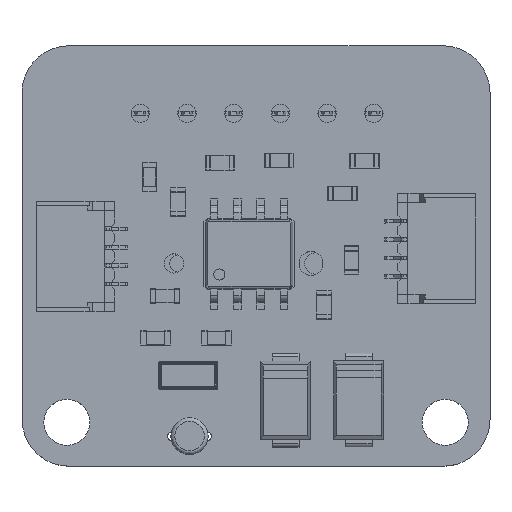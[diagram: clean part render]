
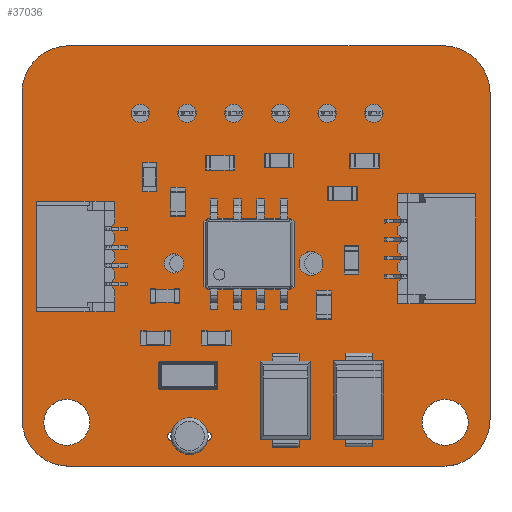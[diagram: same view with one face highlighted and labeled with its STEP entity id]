
A CAD part, top view. The second image highlights one B-rep face of the part: STEP entity #37036.
In plain terms, the highlighted planar face has unit normal (0, 0, 1).
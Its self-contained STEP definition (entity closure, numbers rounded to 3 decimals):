
#36755 = VERTEX_POINT('',#36756);
#36756 = CARTESIAN_POINT('',(10.117,11.43,1.51));
#36762 = EDGE_CURVE('',#36755,#36763,#36765,.T.);
#36763 = VERTEX_POINT('',#36764);
#36764 = CARTESIAN_POINT('',(12.721,8.89,1.51));
#36765 = CIRCLE('',#36766,2.573);
#36766 = AXIS2_PLACEMENT_3D('',#36767,#36768,#36769);
#36767 = CARTESIAN_POINT('',(10.149,8.857,1.51));
#36768 = DIRECTION('',(0.,0.,-1.));
#36769 = DIRECTION('',(-0.012,1.,0.));
#36797 = VERTEX_POINT('',#36798);
#36798 = CARTESIAN_POINT('',(-10.181,11.43,1.51));
#36804 = EDGE_CURVE('',#36797,#36755,#36805,.T.);
#36805 = LINE('',#36806,#36807);
#36806 = CARTESIAN_POINT('',(-10.181,11.43,1.51));
#36807 = VECTOR('',#36808,1.);
#36808 = DIRECTION('',(1.,0.,0.));
#36826 = EDGE_CURVE('',#36763,#36827,#36829,.T.);
#36827 = VERTEX_POINT('',#36828);
#36828 = CARTESIAN_POINT('',(12.721,-8.866,1.51));
#36829 = LINE('',#36830,#36831);
#36830 = CARTESIAN_POINT('',(12.721,8.89,1.51));
#36831 = VECTOR('',#36832,1.);
#36832 = DIRECTION('',(0.,-1.,0.));
#37036 = ADVANCED_FACE('',(#37037,#37083,#37094,#37105,#37116,#37127,
    #37138,#37149,#37160,#37171,#37182,#37193,#37204),#37215,.T.);
#37037 = FACE_BOUND('',#37038,.T.);
#37038 = EDGE_LOOP('',(#37039,#37040,#37041,#37050,#37058,#37067,#37075,
    #37082));
#37039 = ORIENTED_EDGE('',*,*,#36762,.F.);
#37040 = ORIENTED_EDGE('',*,*,#36804,.F.);
#37041 = ORIENTED_EDGE('',*,*,#37042,.F.);
#37042 = EDGE_CURVE('',#37043,#36797,#37045,.T.);
#37043 = VERTEX_POINT('',#37044);
#37044 = CARTESIAN_POINT('',(-12.721,8.854,1.51));
#37045 = CIRCLE('',#37046,2.558);
#37046 = AXIS2_PLACEMENT_3D('',#37047,#37048,#37049);
#37047 = CARTESIAN_POINT('',(-10.163,8.872,1.51));
#37048 = DIRECTION('',(0.,0.,-1.));
#37049 = DIRECTION('',(-1.,-0.007,-0.));
#37050 = ORIENTED_EDGE('',*,*,#37051,.F.);
#37051 = EDGE_CURVE('',#37052,#37043,#37054,.T.);
#37052 = VERTEX_POINT('',#37053);
#37053 = CARTESIAN_POINT('',(-12.721,-8.89,1.51));
#37054 = LINE('',#37055,#37056);
#37055 = CARTESIAN_POINT('',(-12.721,-8.89,1.51));
#37056 = VECTOR('',#37057,1.);
#37057 = DIRECTION('',(0.,1.,0.));
#37058 = ORIENTED_EDGE('',*,*,#37059,.F.);
#37059 = EDGE_CURVE('',#37060,#37052,#37062,.T.);
#37060 = VERTEX_POINT('',#37061);
#37061 = CARTESIAN_POINT('',(-10.145,-11.43,1.51));
#37062 = CIRCLE('',#37063,2.558);
#37063 = AXIS2_PLACEMENT_3D('',#37064,#37065,#37066);
#37064 = CARTESIAN_POINT('',(-10.163,-8.872,1.51));
#37065 = DIRECTION('',(0.,0.,-1.));
#37066 = DIRECTION('',(0.007,-1.,0.));
#37067 = ORIENTED_EDGE('',*,*,#37068,.F.);
#37068 = EDGE_CURVE('',#37069,#37060,#37071,.T.);
#37069 = VERTEX_POINT('',#37070);
#37070 = CARTESIAN_POINT('',(10.157,-11.43,1.51));
#37071 = LINE('',#37072,#37073);
#37072 = CARTESIAN_POINT('',(10.157,-11.43,1.51));
#37073 = VECTOR('',#37074,1.);
#37074 = DIRECTION('',(-1.,0.,0.));
#37075 = ORIENTED_EDGE('',*,*,#37076,.F.);
#37076 = EDGE_CURVE('',#36827,#37069,#37077,.T.);
#37077 = CIRCLE('',#37078,2.539);
#37078 = AXIS2_PLACEMENT_3D('',#37079,#37080,#37081);
#37079 = CARTESIAN_POINT('',(10.183,-8.891,1.51));
#37080 = DIRECTION('',(0.,0.,-1.));
#37081 = DIRECTION('',(1.,0.01,0.));
#37082 = ORIENTED_EDGE('',*,*,#36826,.F.);
#37083 = FACE_BOUND('',#37084,.T.);
#37084 = EDGE_LOOP('',(#37085));
#37085 = ORIENTED_EDGE('',*,*,#37086,.T.);
#37086 = EDGE_CURVE('',#37087,#37087,#37089,.T.);
#37087 = VERTEX_POINT('',#37088);
#37088 = CARTESIAN_POINT('',(-10.284,-10.294,1.51));
#37089 = CIRCLE('',#37090,1.25);
#37090 = AXIS2_PLACEMENT_3D('',#37091,#37092,#37093);
#37091 = CARTESIAN_POINT('',(-10.284,-9.044,1.51));
#37092 = DIRECTION('',(-0.,0.,-1.));
#37093 = DIRECTION('',(-0.,-1.,0.));
#37094 = FACE_BOUND('',#37095,.T.);
#37095 = EDGE_LOOP('',(#37096));
#37096 = ORIENTED_EDGE('',*,*,#37097,.T.);
#37097 = EDGE_CURVE('',#37098,#37098,#37100,.T.);
#37098 = VERTEX_POINT('',#37099);
#37099 = CARTESIAN_POINT('',(-4.564,-10.056,1.51));
#37100 = CIRCLE('',#37101,0.25);
#37101 = AXIS2_PLACEMENT_3D('',#37102,#37103,#37104);
#37102 = CARTESIAN_POINT('',(-4.564,-9.806,1.51));
#37103 = DIRECTION('',(-0.,0.,-1.));
#37104 = DIRECTION('',(-0.,-1.,0.));
#37105 = FACE_BOUND('',#37106,.T.);
#37106 = EDGE_LOOP('',(#37107));
#37107 = ORIENTED_EDGE('',*,*,#37108,.T.);
#37108 = EDGE_CURVE('',#37109,#37109,#37111,.T.);
#37109 = VERTEX_POINT('',#37110);
#37110 = CARTESIAN_POINT('',(-2.664,-10.056,1.51));
#37111 = CIRCLE('',#37112,0.25);
#37112 = AXIS2_PLACEMENT_3D('',#37113,#37114,#37115);
#37113 = CARTESIAN_POINT('',(-2.664,-9.806,1.51));
#37114 = DIRECTION('',(-0.,0.,-1.));
#37115 = DIRECTION('',(-0.,-1.,0.));
#37116 = FACE_BOUND('',#37117,.T.);
#37117 = EDGE_LOOP('',(#37118));
#37118 = ORIENTED_EDGE('',*,*,#37119,.T.);
#37119 = EDGE_CURVE('',#37120,#37120,#37122,.T.);
#37120 = VERTEX_POINT('',#37121);
#37121 = CARTESIAN_POINT('',(10.29,-10.294,1.51));
#37122 = CIRCLE('',#37123,1.25);
#37123 = AXIS2_PLACEMENT_3D('',#37124,#37125,#37126);
#37124 = CARTESIAN_POINT('',(10.29,-9.044,1.51));
#37125 = DIRECTION('',(-0.,0.,-1.));
#37126 = DIRECTION('',(-0.,-1.,0.));
#37127 = FACE_BOUND('',#37128,.T.);
#37128 = EDGE_LOOP('',(#37129));
#37129 = ORIENTED_EDGE('',*,*,#37130,.T.);
#37130 = EDGE_CURVE('',#37131,#37131,#37133,.T.);
#37131 = VERTEX_POINT('',#37132);
#37132 = CARTESIAN_POINT('',(-4.458,-0.933,1.51));
#37133 = CIRCLE('',#37134,0.525);
#37134 = AXIS2_PLACEMENT_3D('',#37135,#37136,#37137);
#37135 = CARTESIAN_POINT('',(-4.458,-0.408,1.51));
#37136 = DIRECTION('',(-0.,0.,-1.));
#37137 = DIRECTION('',(-0.,-1.,0.));
#37138 = FACE_BOUND('',#37139,.T.);
#37139 = EDGE_LOOP('',(#37140));
#37140 = ORIENTED_EDGE('',*,*,#37141,.T.);
#37141 = EDGE_CURVE('',#37142,#37142,#37144,.T.);
#37142 = VERTEX_POINT('',#37143);
#37143 = CARTESIAN_POINT('',(-6.293,7.259,1.51));
#37144 = CIRCLE('',#37145,0.5);
#37145 = AXIS2_PLACEMENT_3D('',#37146,#37147,#37148);
#37146 = CARTESIAN_POINT('',(-6.293,7.759,1.51));
#37147 = DIRECTION('',(-0.,0.,-1.));
#37148 = DIRECTION('',(-0.,-1.,0.));
#37149 = FACE_BOUND('',#37150,.T.);
#37150 = EDGE_LOOP('',(#37151));
#37151 = ORIENTED_EDGE('',*,*,#37152,.T.);
#37152 = EDGE_CURVE('',#37153,#37153,#37155,.T.);
#37153 = VERTEX_POINT('',#37154);
#37154 = CARTESIAN_POINT('',(-3.753,7.259,1.51));
#37155 = CIRCLE('',#37156,0.5);
#37156 = AXIS2_PLACEMENT_3D('',#37157,#37158,#37159);
#37157 = CARTESIAN_POINT('',(-3.753,7.759,1.51));
#37158 = DIRECTION('',(-0.,0.,-1.));
#37159 = DIRECTION('',(0.,-1.,0.));
#37160 = FACE_BOUND('',#37161,.T.);
#37161 = EDGE_LOOP('',(#37162));
#37162 = ORIENTED_EDGE('',*,*,#37163,.T.);
#37163 = EDGE_CURVE('',#37164,#37164,#37166,.T.);
#37164 = VERTEX_POINT('',#37165);
#37165 = CARTESIAN_POINT('',(-1.213,7.259,1.51));
#37166 = CIRCLE('',#37167,0.5);
#37167 = AXIS2_PLACEMENT_3D('',#37168,#37169,#37170);
#37168 = CARTESIAN_POINT('',(-1.213,7.759,1.51));
#37169 = DIRECTION('',(-0.,0.,-1.));
#37170 = DIRECTION('',(-0.,-1.,0.));
#37171 = FACE_BOUND('',#37172,.T.);
#37172 = EDGE_LOOP('',(#37173));
#37173 = ORIENTED_EDGE('',*,*,#37174,.T.);
#37174 = EDGE_CURVE('',#37175,#37175,#37177,.T.);
#37175 = VERTEX_POINT('',#37176);
#37176 = CARTESIAN_POINT('',(2.992,-1.058,1.51));
#37177 = CIRCLE('',#37178,0.65);
#37178 = AXIS2_PLACEMENT_3D('',#37179,#37180,#37181);
#37179 = CARTESIAN_POINT('',(2.992,-0.408,1.51));
#37180 = DIRECTION('',(-0.,0.,-1.));
#37181 = DIRECTION('',(-0.,-1.,0.));
#37182 = FACE_BOUND('',#37183,.T.);
#37183 = EDGE_LOOP('',(#37184));
#37184 = ORIENTED_EDGE('',*,*,#37185,.T.);
#37185 = EDGE_CURVE('',#37186,#37186,#37188,.T.);
#37186 = VERTEX_POINT('',#37187);
#37187 = CARTESIAN_POINT('',(1.327,7.259,1.51));
#37188 = CIRCLE('',#37189,0.5);
#37189 = AXIS2_PLACEMENT_3D('',#37190,#37191,#37192);
#37190 = CARTESIAN_POINT('',(1.327,7.759,1.51));
#37191 = DIRECTION('',(-0.,0.,-1.));
#37192 = DIRECTION('',(-0.,-1.,0.));
#37193 = FACE_BOUND('',#37194,.T.);
#37194 = EDGE_LOOP('',(#37195));
#37195 = ORIENTED_EDGE('',*,*,#37196,.T.);
#37196 = EDGE_CURVE('',#37197,#37197,#37199,.T.);
#37197 = VERTEX_POINT('',#37198);
#37198 = CARTESIAN_POINT('',(3.867,7.259,1.51));
#37199 = CIRCLE('',#37200,0.5);
#37200 = AXIS2_PLACEMENT_3D('',#37201,#37202,#37203);
#37201 = CARTESIAN_POINT('',(3.867,7.759,1.51));
#37202 = DIRECTION('',(-0.,0.,-1.));
#37203 = DIRECTION('',(0.,-1.,-0.));
#37204 = FACE_BOUND('',#37205,.T.);
#37205 = EDGE_LOOP('',(#37206));
#37206 = ORIENTED_EDGE('',*,*,#37207,.T.);
#37207 = EDGE_CURVE('',#37208,#37208,#37210,.T.);
#37208 = VERTEX_POINT('',#37209);
#37209 = CARTESIAN_POINT('',(6.407,7.259,1.51));
#37210 = CIRCLE('',#37211,0.5);
#37211 = AXIS2_PLACEMENT_3D('',#37212,#37213,#37214);
#37212 = CARTESIAN_POINT('',(6.407,7.759,1.51));
#37213 = DIRECTION('',(-0.,0.,-1.));
#37214 = DIRECTION('',(-0.,-1.,0.));
#37215 = PLANE('',#37216);
#37216 = AXIS2_PLACEMENT_3D('',#37217,#37218,#37219);
#37217 = CARTESIAN_POINT('',(0.,0.,1.51));
#37218 = DIRECTION('',(0.,0.,1.));
#37219 = DIRECTION('',(1.,0.,-0.));
